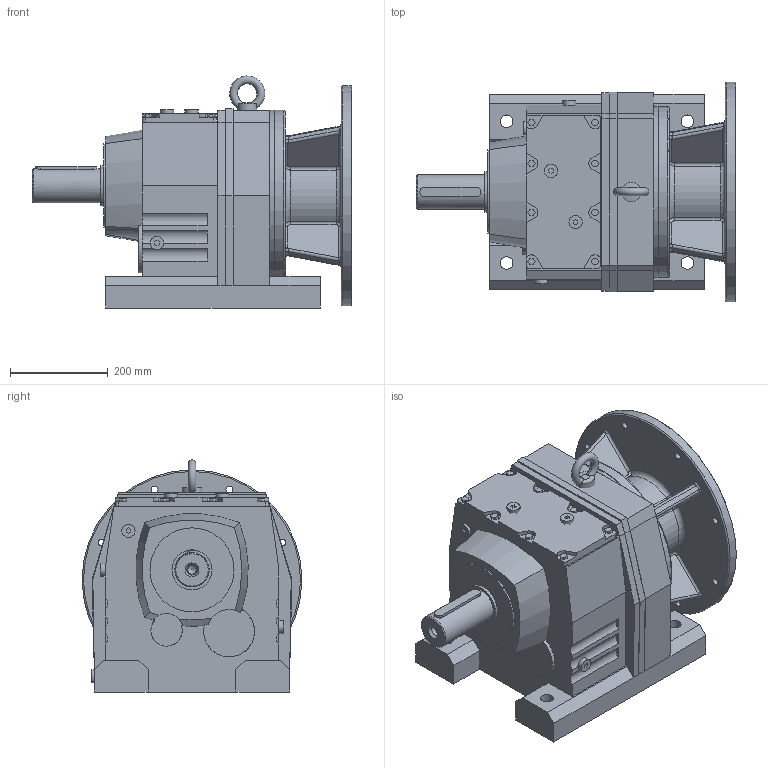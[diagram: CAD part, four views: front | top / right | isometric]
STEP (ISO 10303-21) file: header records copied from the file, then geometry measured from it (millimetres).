
FILE_DESCRIPTION(('STEP AP203'), '1');
FILE_NAME('凎劌膷闉 R107', '', ('UNSPECIFIED'), ('UNSPECIFIED'), 'ASCON STEP Converter 1.3', 'ASCON Math Kernel', '');
FILE_SCHEMA(('CONFIG_CONTROL_DESIGN'));
Length unit declared in the file: millimetre
Products named in the file (12): 1; 2; 3; 4; 5; 6; 7; 8; 9; 10
Assembly tree (11 placements, depth 2):
  (unnamed)
    1
    2
    3
    4
    5
    6
    7
    8
    9
    10
    (unnamed)
Bounding box: 654 x 450 x 474.99 mm (x, y, z)
Volume: 50388451.7 mm3; surface area: 1812111.8 mm2
Topology: 11 solids, 11 shells, 478 faces, 1137 edges, 719 vertices
Faces by surface type: plane 290, cylinder 117, bspline 32, cone 27, torus 12
Full cylindrical faces by diameter (mm): 14 x8, 16 x4, 17.5 x6, 21 x1, 26 x4, 27 x6, 40 x1, 40.002 x1, 70 x1, 82 x1, 120 x1, 124 x1, 150 x3, 151 x1, 155 x1, 172 x1, 250 x2, 253 x1, 347 x1, 350 x3, 450 x1
Entity records: 22991 total; most frequent: CARTESIAN_POINT 7847, ORIENTED_EDGE 2128, DIRECTION 2111, EDGE_CURVE 1064, VERTEX_POINT 718, LINE 709, VECTOR 709, AXIS2_PLACEMENT_3D 701
